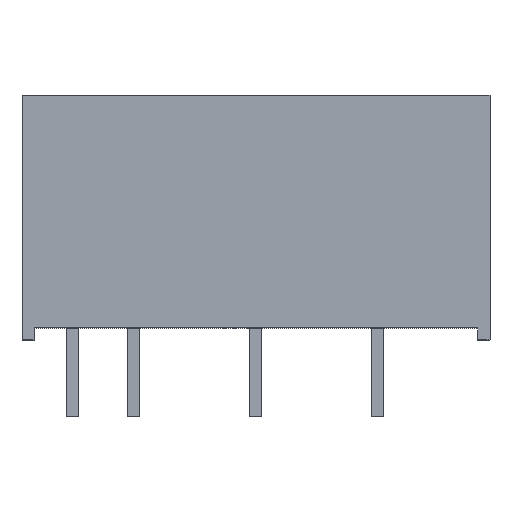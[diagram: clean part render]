
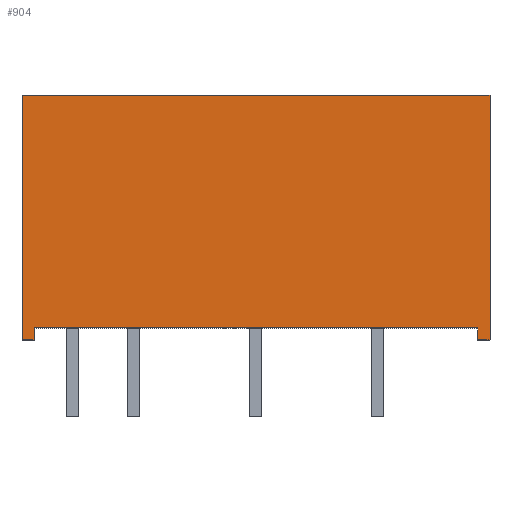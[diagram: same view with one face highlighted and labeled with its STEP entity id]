
A CAD part, top view. The second image highlights one B-rep face of the part: STEP entity #904.
In plain terms, the highlighted planar face has unit normal (0, 0, 1).
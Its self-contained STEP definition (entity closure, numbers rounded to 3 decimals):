
#9 = CARTESIAN_POINT ( 'NONE',  ( -9.25, -0.5, 3.55 ) ) ;
#13 = CARTESIAN_POINT ( 'NONE',  ( 9.25, -0.5, 3.55 ) ) ;
#44 = CARTESIAN_POINT ( 'NONE',  ( 9.75, -0.5, 3.55 ) ) ;
#46 = LINE ( 'NONE', #627, #674 ) ;
#49 = VECTOR ( 'NONE', #266, 1000. ) ;
#56 = LINE ( 'NONE', #290, #78 ) ;
#67 = ORIENTED_EDGE ( 'NONE', *, *, #633, .T. ) ;
#74 = DIRECTION ( 'NONE',  ( 0., -1., 0. ) ) ;
#78 = VECTOR ( 'NONE', #576, 1000. ) ;
#80 = EDGE_CURVE ( 'NONE', #339, #690, #46, .T. ) ;
#82 = CARTESIAN_POINT ( 'NONE',  ( -9.75, 9.7, 3.55 ) ) ;
#85 = DIRECTION ( 'NONE',  ( -1., 0., 0. ) ) ;
#98 = AXIS2_PLACEMENT_3D ( 'NONE', #746, #175, #393 ) ;
#103 = LINE ( 'NONE', #684, #244 ) ;
#105 = PLANE ( 'NONE',  #98 ) ;
#112 = ORIENTED_EDGE ( 'NONE', *, *, #189, .T. ) ;
#144 = VECTOR ( 'NONE', #85, 1000. ) ;
#161 = ORIENTED_EDGE ( 'NONE', *, *, #80, .F. ) ;
#165 = VERTEX_POINT ( 'NONE', #728 ) ;
#175 = DIRECTION ( 'NONE',  ( 0., 0., -1. ) ) ;
#179 = VERTEX_POINT ( 'NONE', #379 ) ;
#189 = EDGE_CURVE ( 'NONE', #647, #773, #809, .T. ) ;
#195 = VERTEX_POINT ( 'NONE', #13 ) ;
#202 = DIRECTION ( 'NONE',  ( 0., -1., 0. ) ) ;
#220 = VECTOR ( 'NONE', #74, 1000. ) ;
#242 = VECTOR ( 'NONE', #616, 1000. ) ;
#244 = VECTOR ( 'NONE', #202, 1000. ) ;
#261 = LINE ( 'NONE', #44, #49 ) ;
#266 = DIRECTION ( 'NONE',  ( -1., 0., 0. ) ) ;
#283 = EDGE_CURVE ( 'NONE', #195, #165, #56, .T. ) ;
#290 = CARTESIAN_POINT ( 'NONE',  ( 9.25, -0.5, 3.55 ) ) ;
#298 = DIRECTION ( 'NONE',  ( 0., 1., 0. ) ) ;
#334 = ORIENTED_EDGE ( 'NONE', *, *, #769, .F. ) ;
#339 = VERTEX_POINT ( 'NONE', #82 ) ;
#376 = CARTESIAN_POINT ( 'NONE',  ( -9.25, 0., 3.55 ) ) ;
#379 = CARTESIAN_POINT ( 'NONE',  ( 9.75, -0.5, 3.55 ) ) ;
#393 = DIRECTION ( 'NONE',  ( -1., 0., 0. ) ) ;
#399 = EDGE_CURVE ( 'NONE', #773, #165, #451, .T. ) ;
#400 = CARTESIAN_POINT ( 'NONE',  ( -9.75, 0., 3.55 ) ) ;
#417 = CARTESIAN_POINT ( 'NONE',  ( -9.75, -0.5, 3.55 ) ) ;
#438 = LINE ( 'NONE', #806, #144 ) ;
#441 = VECTOR ( 'NONE', #298, 1000. ) ;
#449 = CARTESIAN_POINT ( 'NONE',  ( 9.75, 9.7, 3.55 ) ) ;
#451 = LINE ( 'NONE', #400, #242 ) ;
#533 = FACE_OUTER_BOUND ( 'NONE', #679, .T. ) ;
#550 = VERTEX_POINT ( 'NONE', #417 ) ;
#554 = EDGE_CURVE ( 'NONE', #179, #195, #261, .T. ) ;
#576 = DIRECTION ( 'NONE',  ( 0., 1., 0. ) ) ;
#581 = LINE ( 'NONE', #449, #220 ) ;
#614 = ORIENTED_EDGE ( 'NONE', *, *, #283, .F. ) ;
#616 = DIRECTION ( 'NONE',  ( 1., 0., 0. ) ) ;
#627 = CARTESIAN_POINT ( 'NONE',  ( -9.75, 9.7, 3.55 ) ) ;
#631 = DIRECTION ( 'NONE',  ( 1., 0., 0. ) ) ;
#633 = EDGE_CURVE ( 'NONE', #339, #550, #103, .T. ) ;
#639 = CARTESIAN_POINT ( 'NONE',  ( -9.25, -0.5, 3.55 ) ) ;
#647 = VERTEX_POINT ( 'NONE', #639 ) ;
#673 = ORIENTED_EDGE ( 'NONE', *, *, #554, .F. ) ;
#674 = VECTOR ( 'NONE', #631, 1000. ) ;
#679 = EDGE_LOOP ( 'NONE', ( #67, #804, #112, #776, #614, #673, #334, #161 ) ) ;
#684 = CARTESIAN_POINT ( 'NONE',  ( -9.75, 9.7, 3.55 ) ) ;
#690 = VERTEX_POINT ( 'NONE', #827 ) ;
#728 = CARTESIAN_POINT ( 'NONE',  ( 9.25, 0., 3.55 ) ) ;
#746 = CARTESIAN_POINT ( 'NONE',  ( -9.75, 9.7, 3.55 ) ) ;
#769 = EDGE_CURVE ( 'NONE', #690, #179, #581, .T. ) ;
#771 = EDGE_CURVE ( 'NONE', #647, #550, #438, .T. ) ;
#773 = VERTEX_POINT ( 'NONE', #376 ) ;
#776 = ORIENTED_EDGE ( 'NONE', *, *, #399, .T. ) ;
#804 = ORIENTED_EDGE ( 'NONE', *, *, #771, .F. ) ;
#806 = CARTESIAN_POINT ( 'NONE',  ( -9.25, -0.5, 3.55 ) ) ;
#809 = LINE ( 'NONE', #9, #441 ) ;
#827 = CARTESIAN_POINT ( 'NONE',  ( 9.75, 9.7, 3.55 ) ) ;
#904 = ADVANCED_FACE ( 'NONE', ( #533 ), #105, .F. ) ;
